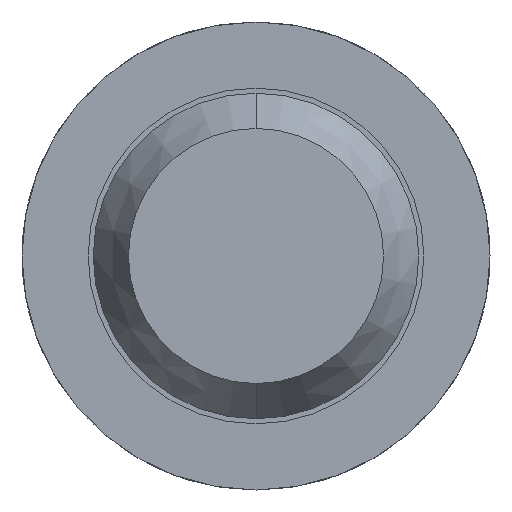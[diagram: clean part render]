
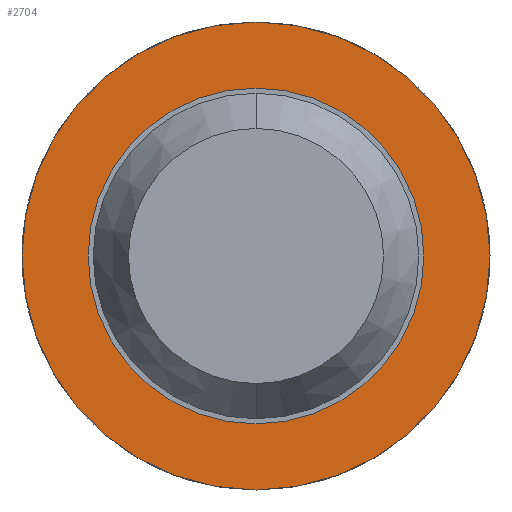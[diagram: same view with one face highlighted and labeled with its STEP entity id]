
A CAD part, front view. The second image highlights one B-rep face of the part: STEP entity #2704.
In plain terms, the highlighted planar face has unit normal (0, -1, 0).
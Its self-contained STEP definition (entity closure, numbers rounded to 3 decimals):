
#29 = DIRECTION ( 'NONE',  ( 0., 0., 1. ) ) ;
#64 = EDGE_CURVE ( 'Defeature ausgef�hrt1_14+Defeature ausgef�hrt1_13+Defeature ausgef�hrt1_13+Defeature ausgef�hrt1_13', #4146, #4498, #888, .T. ) ;
#179 = EDGE_LOOP ( 'NONE', ( #363, #680 ) ) ;
#336 = FACE_OUTER_BOUND ( 'NONE', #179, .T. ) ;
#363 = ORIENTED_EDGE ( 'NONE', *, *, #705, .F. ) ;
#400 = CIRCLE ( 'NONE', #4202, 1.15 ) ;
#559 = ORIENTED_EDGE ( 'NONE', *, *, #64, .T. ) ;
#655 = DIRECTION ( 'NONE',  ( 0., 1., 0. ) ) ;
#680 = ORIENTED_EDGE ( 'NONE', *, *, #3208, .F. ) ;
#705 = EDGE_CURVE ( 'Defeature ausgef�hrt1_7+Defeature ausgef�hrt1_14+Defeature ausgef�hrt1_14+Defeature ausgef�hrt1_14', #4550, #4210, #941, .T. ) ;
#838 = DIRECTION ( 'NONE',  ( 0., 1., 0. ) ) ;
#888 = CIRCLE ( 'NONE', #2353, 0.825 ) ;
#906 = AXIS2_PLACEMENT_3D ( 'NONE', #3919, #1691, #4650 ) ;
#941 = CIRCLE ( 'NONE', #4371, 1.15 ) ;
#985 = CIRCLE ( 'NONE', #3346, 0.825 ) ;
#987 = CARTESIAN_POINT ( 'NONE',  ( 0., -1.7, 0. ) ) ;
#1098 = DIRECTION ( 'NONE',  ( 0., 1., 0. ) ) ;
#1232 = CARTESIAN_POINT ( 'NONE',  ( 0., -1.7, 0. ) ) ;
#1379 = FACE_BOUND ( 'NONE', #4053, .T. ) ;
#1691 = DIRECTION ( 'NONE',  ( 0., 1., 0. ) ) ;
#2353 = AXIS2_PLACEMENT_3D ( 'NONE', #2956, #838, #29 ) ;
#2565 = ORIENTED_EDGE ( 'NONE', *, *, #3181, .T. ) ;
#2660 = DIRECTION ( 'NONE',  ( 0., 1., 0. ) ) ;
#2676 = DIRECTION ( 'NONE',  ( 0., 0., 1. ) ) ;
#2704 = ADVANCED_FACE ( 'Defeature ausgef�hrt1_14', ( #336, #1379 ), #3146, .F. ) ;
#2933 = CARTESIAN_POINT ( 'NONE',  ( 0., -1.7, 0. ) ) ;
#2956 = CARTESIAN_POINT ( 'NONE',  ( 0., -1.7, 0. ) ) ;
#3146 = PLANE ( 'NONE',  #906 ) ;
#3181 = EDGE_CURVE ( 'Defeature ausgef�hrt1_14+Defeature ausgef�hrt1_13+Defeature ausgef�hrt1_13+Defeature ausgef�hrt1_13', #4498, #4146, #985, .T. ) ;
#3208 = EDGE_CURVE ( 'Defeature ausgef�hrt1_7+Defeature ausgef�hrt1_14+Defeature ausgef�hrt1_14+Defeature ausgef�hrt1_14', #4210, #4550, #400, .T. ) ;
#3316 = CARTESIAN_POINT ( 'NONE',  ( 0., -1.7, 0.825 ) ) ;
#3346 = AXIS2_PLACEMENT_3D ( 'NONE', #2933, #1098, #4436 ) ;
#3606 = CARTESIAN_POINT ( 'NONE',  ( 0., -1.7, -1.15 ) ) ;
#3919 = CARTESIAN_POINT ( 'NONE',  ( 0.825, -1.7, 0. ) ) ;
#4053 = EDGE_LOOP ( 'NONE', ( #2565, #559 ) ) ;
#4146 = VERTEX_POINT ( 'NONE', #4657 ) ;
#4202 = AXIS2_PLACEMENT_3D ( 'NONE', #1232, #2660, #2676 ) ;
#4210 = VERTEX_POINT ( 'NONE', #3606 ) ;
#4371 = AXIS2_PLACEMENT_3D ( 'NONE', #987, #655, #4386 ) ;
#4386 = DIRECTION ( 'NONE',  ( 0., 0., 1. ) ) ;
#4436 = DIRECTION ( 'NONE',  ( 0., 0., 1. ) ) ;
#4498 = VERTEX_POINT ( 'NONE', #3316 ) ;
#4550 = VERTEX_POINT ( 'NONE', #4646 ) ;
#4646 = CARTESIAN_POINT ( 'NONE',  ( 0., -1.7, 1.15 ) ) ;
#4650 = DIRECTION ( 'NONE',  ( 0., 0., 1. ) ) ;
#4657 = CARTESIAN_POINT ( 'NONE',  ( 0., -1.7, -0.825 ) ) ;
